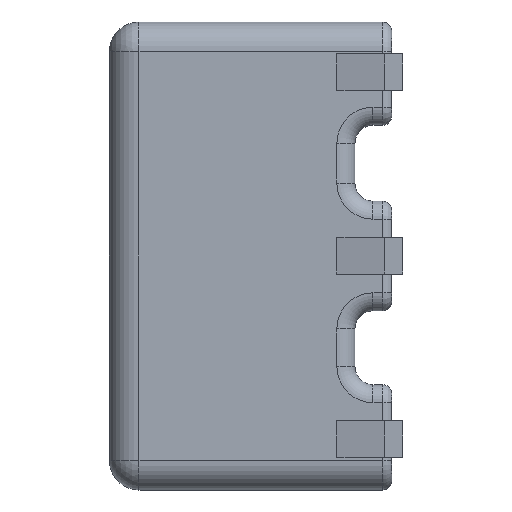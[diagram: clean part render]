
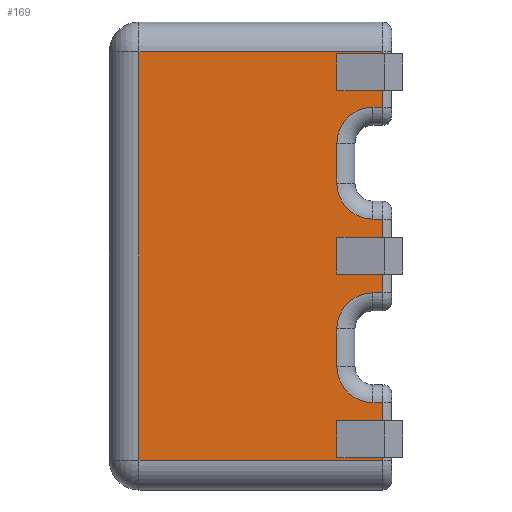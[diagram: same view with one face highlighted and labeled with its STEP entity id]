
A CAD part, left-side view. The second image highlights one B-rep face of the part: STEP entity #169.
In plain terms, the highlighted planar face has unit normal (-1, 0, 0).
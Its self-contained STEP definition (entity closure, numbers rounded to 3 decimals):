
#169 = ADVANCED_FACE('',(#170,#304,#338,#372),#406,.T.);
#170 = FACE_BOUND('',#171,.T.);
#171 = EDGE_LOOP('',(#172,#182,#190,#198,#206,#214,#222,#230,#239,#247,
    #256,#264,#272,#280,#289,#297));
#172 = ORIENTED_EDGE('',*,*,#173,.T.);
#173 = EDGE_CURVE('',#174,#176,#178,.T.);
#174 = VERTEX_POINT('',#175);
#175 = CARTESIAN_POINT('',(-8.595,0.41,-1.305));
#176 = VERTEX_POINT('',#177);
#177 = CARTESIAN_POINT('',(-8.595,0.28,-1.305));
#178 = LINE('',#179,#180);
#179 = CARTESIAN_POINT('',(-8.595,0.15,-1.305));
#180 = VECTOR('',#181,1.);
#181 = DIRECTION('',(-0.,-1.,-0.));
#182 = ORIENTED_EDGE('',*,*,#183,.T.);
#183 = EDGE_CURVE('',#176,#184,#186,.T.);
#184 = VERTEX_POINT('',#185);
#185 = CARTESIAN_POINT('',(-8.595,0.28,-0.535));
#186 = LINE('',#187,#188);
#187 = CARTESIAN_POINT('',(-8.595,0.28,-6.605));
#188 = VECTOR('',#189,1.);
#189 = DIRECTION('',(0.,0.,1.));
#190 = ORIENTED_EDGE('',*,*,#191,.T.);
#191 = EDGE_CURVE('',#184,#192,#194,.T.);
#192 = VERTEX_POINT('',#193);
#193 = CARTESIAN_POINT('',(-8.595,3.65,-0.535));
#194 = LINE('',#195,#196);
#195 = CARTESIAN_POINT('',(-8.595,4.06,-0.535));
#196 = VECTOR('',#197,1.);
#197 = DIRECTION('',(0.,1.,0.));
#198 = ORIENTED_EDGE('',*,*,#199,.T.);
#199 = EDGE_CURVE('',#192,#200,#202,.T.);
#200 = VERTEX_POINT('',#201);
#201 = CARTESIAN_POINT('',(-8.595,3.65,-6.195));
#202 = LINE('',#203,#204);
#203 = CARTESIAN_POINT('',(-8.595,3.65,-6.605));
#204 = VECTOR('',#205,1.);
#205 = DIRECTION('',(-0.,-0.,-1.));
#206 = ORIENTED_EDGE('',*,*,#207,.T.);
#207 = EDGE_CURVE('',#200,#208,#210,.T.);
#208 = VERTEX_POINT('',#209);
#209 = CARTESIAN_POINT('',(-8.595,0.28,-6.195));
#210 = LINE('',#211,#212);
#211 = CARTESIAN_POINT('',(-8.595,0.15,-6.195));
#212 = VECTOR('',#213,1.);
#213 = DIRECTION('',(0.,-1.,0.));
#214 = ORIENTED_EDGE('',*,*,#215,.T.);
#215 = EDGE_CURVE('',#208,#216,#218,.T.);
#216 = VERTEX_POINT('',#217);
#217 = CARTESIAN_POINT('',(-8.595,0.28,-5.395));
#218 = LINE('',#219,#220);
#219 = CARTESIAN_POINT('',(-8.595,0.28,-6.605));
#220 = VECTOR('',#221,1.);
#221 = DIRECTION('',(0.,0.,1.));
#222 = ORIENTED_EDGE('',*,*,#223,.T.);
#223 = EDGE_CURVE('',#216,#224,#226,.T.);
#224 = VERTEX_POINT('',#225);
#225 = CARTESIAN_POINT('',(-8.595,0.41,-5.395));
#226 = LINE('',#227,#228);
#227 = CARTESIAN_POINT('',(-8.595,0.66,-5.395));
#228 = VECTOR('',#229,1.);
#229 = DIRECTION('',(0.,1.,0.));
#230 = ORIENTED_EDGE('',*,*,#231,.F.);
#231 = EDGE_CURVE('',#232,#224,#234,.T.);
#232 = VERTEX_POINT('',#233);
#233 = CARTESIAN_POINT('',(-8.595,0.91,-4.895));
#234 = CIRCLE('',#235,0.5);
#235 = AXIS2_PLACEMENT_3D('',#236,#237,#238);
#236 = CARTESIAN_POINT('',(-8.595,0.41,-4.895));
#237 = DIRECTION('',(-1.,0.,0.));
#238 = DIRECTION('',(0.,0.,1.));
#239 = ORIENTED_EDGE('',*,*,#240,.T.);
#240 = EDGE_CURVE('',#232,#241,#243,.T.);
#241 = VERTEX_POINT('',#242);
#242 = CARTESIAN_POINT('',(-8.595,0.91,-4.375));
#243 = LINE('',#244,#245);
#244 = CARTESIAN_POINT('',(-8.595,0.91,-4.125));
#245 = VECTOR('',#246,1.);
#246 = DIRECTION('',(0.,0.,1.));
#247 = ORIENTED_EDGE('',*,*,#248,.F.);
#248 = EDGE_CURVE('',#249,#241,#251,.T.);
#249 = VERTEX_POINT('',#250);
#250 = CARTESIAN_POINT('',(-8.595,0.41,-3.875));
#251 = CIRCLE('',#252,0.5);
#252 = AXIS2_PLACEMENT_3D('',#253,#254,#255);
#253 = CARTESIAN_POINT('',(-8.595,0.41,-4.375));
#254 = DIRECTION('',(-1.,0.,0.));
#255 = DIRECTION('',(0.,0.,1.));
#256 = ORIENTED_EDGE('',*,*,#257,.T.);
#257 = EDGE_CURVE('',#249,#258,#260,.T.);
#258 = VERTEX_POINT('',#259);
#259 = CARTESIAN_POINT('',(-8.595,0.28,-3.875));
#260 = LINE('',#261,#262);
#261 = CARTESIAN_POINT('',(-8.595,0.15,-3.875));
#262 = VECTOR('',#263,1.);
#263 = DIRECTION('',(-0.,-1.,-0.));
#264 = ORIENTED_EDGE('',*,*,#265,.T.);
#265 = EDGE_CURVE('',#258,#266,#268,.T.);
#266 = VERTEX_POINT('',#267);
#267 = CARTESIAN_POINT('',(-8.595,0.28,-2.855));
#268 = LINE('',#269,#270);
#269 = CARTESIAN_POINT('',(-8.595,0.28,-6.605));
#270 = VECTOR('',#271,1.);
#271 = DIRECTION('',(0.,0.,1.));
#272 = ORIENTED_EDGE('',*,*,#273,.T.);
#273 = EDGE_CURVE('',#266,#274,#276,.T.);
#274 = VERTEX_POINT('',#275);
#275 = CARTESIAN_POINT('',(-8.595,0.41,-2.855));
#276 = LINE('',#277,#278);
#277 = CARTESIAN_POINT('',(-8.595,0.66,-2.855));
#278 = VECTOR('',#279,1.);
#279 = DIRECTION('',(0.,1.,0.));
#280 = ORIENTED_EDGE('',*,*,#281,.F.);
#281 = EDGE_CURVE('',#282,#274,#284,.T.);
#282 = VERTEX_POINT('',#283);
#283 = CARTESIAN_POINT('',(-8.595,0.91,-2.355));
#284 = CIRCLE('',#285,0.5);
#285 = AXIS2_PLACEMENT_3D('',#286,#287,#288);
#286 = CARTESIAN_POINT('',(-8.595,0.41,-2.355));
#287 = DIRECTION('',(-1.,0.,0.));
#288 = DIRECTION('',(0.,0.,1.));
#289 = ORIENTED_EDGE('',*,*,#290,.T.);
#290 = EDGE_CURVE('',#282,#291,#293,.T.);
#291 = VERTEX_POINT('',#292);
#292 = CARTESIAN_POINT('',(-8.595,0.91,-1.805));
#293 = LINE('',#294,#295);
#294 = CARTESIAN_POINT('',(-8.595,0.91,-1.555));
#295 = VECTOR('',#296,1.);
#296 = DIRECTION('',(0.,0.,1.));
#297 = ORIENTED_EDGE('',*,*,#298,.F.);
#298 = EDGE_CURVE('',#174,#291,#299,.T.);
#299 = CIRCLE('',#300,0.5);
#300 = AXIS2_PLACEMENT_3D('',#301,#302,#303);
#301 = CARTESIAN_POINT('',(-8.595,0.41,-1.805));
#302 = DIRECTION('',(-1.,0.,0.));
#303 = DIRECTION('',(0.,0.,1.));
#304 = FACE_BOUND('',#305,.T.);
#305 = EDGE_LOOP('',(#306,#316,#324,#332));
#306 = ORIENTED_EDGE('',*,*,#307,.T.);
#307 = EDGE_CURVE('',#308,#310,#312,.T.);
#308 = VERTEX_POINT('',#309);
#309 = CARTESIAN_POINT('',(-8.595,0.91,-3.105));
#310 = VERTEX_POINT('',#311);
#311 = CARTESIAN_POINT('',(-8.595,0.66,-3.105));
#312 = LINE('',#313,#314);
#313 = CARTESIAN_POINT('',(-8.595,4.06,-3.105));
#314 = VECTOR('',#315,1.);
#315 = DIRECTION('',(0.,-1.,0.));
#316 = ORIENTED_EDGE('',*,*,#317,.F.);
#317 = EDGE_CURVE('',#318,#310,#320,.T.);
#318 = VERTEX_POINT('',#319);
#319 = CARTESIAN_POINT('',(-8.595,0.66,-3.615));
#320 = LINE('',#321,#322);
#321 = CARTESIAN_POINT('',(-8.595,0.66,-6.605));
#322 = VECTOR('',#323,1.);
#323 = DIRECTION('',(0.,0.,1.));
#324 = ORIENTED_EDGE('',*,*,#325,.F.);
#325 = EDGE_CURVE('',#326,#318,#328,.T.);
#326 = VERTEX_POINT('',#327);
#327 = CARTESIAN_POINT('',(-8.595,0.91,-3.615));
#328 = LINE('',#329,#330);
#329 = CARTESIAN_POINT('',(-8.595,0.91,-3.615));
#330 = VECTOR('',#331,1.);
#331 = DIRECTION('',(0.,-1.,0.));
#332 = ORIENTED_EDGE('',*,*,#333,.F.);
#333 = EDGE_CURVE('',#308,#326,#334,.T.);
#334 = LINE('',#335,#336);
#335 = CARTESIAN_POINT('',(-8.595,0.91,-3.615));
#336 = VECTOR('',#337,1.);
#337 = DIRECTION('',(-0.,-0.,-1.));
#338 = FACE_BOUND('',#339,.T.);
#339 = EDGE_LOOP('',(#340,#350,#358,#366));
#340 = ORIENTED_EDGE('',*,*,#341,.F.);
#341 = EDGE_CURVE('',#342,#344,#346,.T.);
#342 = VERTEX_POINT('',#343);
#343 = CARTESIAN_POINT('',(-8.595,0.66,-5.645));
#344 = VERTEX_POINT('',#345);
#345 = CARTESIAN_POINT('',(-8.595,0.91,-5.645));
#346 = LINE('',#347,#348);
#347 = CARTESIAN_POINT('',(-8.595,0.91,-5.645));
#348 = VECTOR('',#349,1.);
#349 = DIRECTION('',(0.,1.,0.));
#350 = ORIENTED_EDGE('',*,*,#351,.F.);
#351 = EDGE_CURVE('',#352,#342,#354,.T.);
#352 = VERTEX_POINT('',#353);
#353 = CARTESIAN_POINT('',(-8.595,0.66,-6.155));
#354 = LINE('',#355,#356);
#355 = CARTESIAN_POINT('',(-8.595,0.66,-6.605));
#356 = VECTOR('',#357,1.);
#357 = DIRECTION('',(0.,0.,1.));
#358 = ORIENTED_EDGE('',*,*,#359,.F.);
#359 = EDGE_CURVE('',#360,#352,#362,.T.);
#360 = VERTEX_POINT('',#361);
#361 = CARTESIAN_POINT('',(-8.595,0.91,-6.155));
#362 = LINE('',#363,#364);
#363 = CARTESIAN_POINT('',(-8.595,0.91,-6.155));
#364 = VECTOR('',#365,1.);
#365 = DIRECTION('',(0.,-1.,0.));
#366 = ORIENTED_EDGE('',*,*,#367,.F.);
#367 = EDGE_CURVE('',#344,#360,#368,.T.);
#368 = LINE('',#369,#370);
#369 = CARTESIAN_POINT('',(-8.595,0.91,-6.155));
#370 = VECTOR('',#371,1.);
#371 = DIRECTION('',(0.,0.,-1.));
#372 = FACE_BOUND('',#373,.T.);
#373 = EDGE_LOOP('',(#374,#384,#392,#400));
#374 = ORIENTED_EDGE('',*,*,#375,.F.);
#375 = EDGE_CURVE('',#376,#378,#380,.T.);
#376 = VERTEX_POINT('',#377);
#377 = CARTESIAN_POINT('',(-8.595,0.66,-1.075));
#378 = VERTEX_POINT('',#379);
#379 = CARTESIAN_POINT('',(-8.595,0.66,-0.565));
#380 = LINE('',#381,#382);
#381 = CARTESIAN_POINT('',(-8.595,0.66,-6.605));
#382 = VECTOR('',#383,1.);
#383 = DIRECTION('',(0.,0.,1.));
#384 = ORIENTED_EDGE('',*,*,#385,.F.);
#385 = EDGE_CURVE('',#386,#376,#388,.T.);
#386 = VERTEX_POINT('',#387);
#387 = CARTESIAN_POINT('',(-8.595,0.91,-1.075));
#388 = LINE('',#389,#390);
#389 = CARTESIAN_POINT('',(-8.595,0.91,-1.075));
#390 = VECTOR('',#391,1.);
#391 = DIRECTION('',(0.,-1.,0.));
#392 = ORIENTED_EDGE('',*,*,#393,.F.);
#393 = EDGE_CURVE('',#394,#386,#396,.T.);
#394 = VERTEX_POINT('',#395);
#395 = CARTESIAN_POINT('',(-8.595,0.91,-0.565));
#396 = LINE('',#397,#398);
#397 = CARTESIAN_POINT('',(-8.595,0.91,-1.075));
#398 = VECTOR('',#399,1.);
#399 = DIRECTION('',(-0.,-0.,-1.));
#400 = ORIENTED_EDGE('',*,*,#401,.F.);
#401 = EDGE_CURVE('',#378,#394,#402,.T.);
#402 = LINE('',#403,#404);
#403 = CARTESIAN_POINT('',(-8.595,0.91,-0.565));
#404 = VECTOR('',#405,1.);
#405 = DIRECTION('',(0.,1.,0.));
#406 = PLANE('',#407);
#407 = AXIS2_PLACEMENT_3D('',#408,#409,#410);
#408 = CARTESIAN_POINT('',(-8.595,4.06,-6.605));
#409 = DIRECTION('',(-1.,0.,0.));
#410 = DIRECTION('',(0.,0.,1.));
